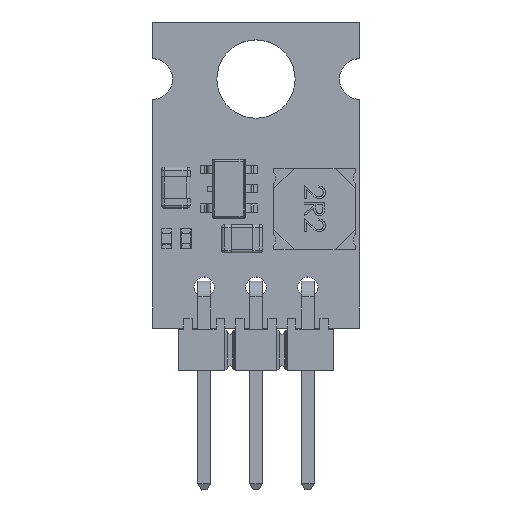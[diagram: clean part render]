
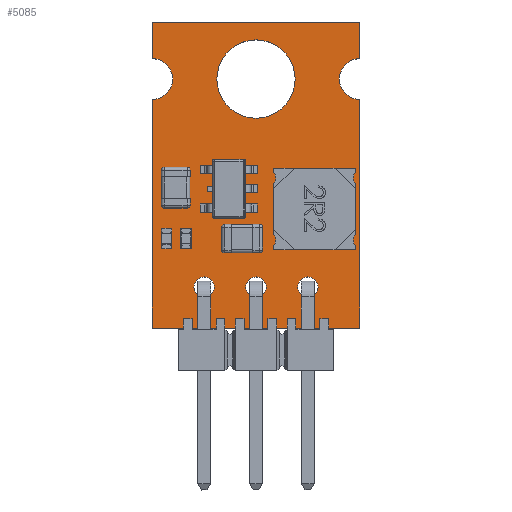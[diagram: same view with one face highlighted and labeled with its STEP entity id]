
A CAD part, top view. The second image highlights one B-rep face of the part: STEP entity #5085.
In plain terms, the highlighted planar face has unit normal (0, 0, 1).
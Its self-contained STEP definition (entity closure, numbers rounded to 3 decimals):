
#4680 = VERTEX_POINT('',#4681);
#4681 = CARTESIAN_POINT('',(0.,0.,0.));
#4687 = EDGE_CURVE('',#4680,#4688,#4690,.T.);
#4688 = VERTEX_POINT('',#4689);
#4689 = CARTESIAN_POINT('',(0.,11.192,0.));
#4690 = LINE('',#4691,#4692);
#4691 = CARTESIAN_POINT('',(0.,0.,0.));
#4692 = VECTOR('',#4693,1.);
#4693 = DIRECTION('',(0.,1.,0.));
#4718 = EDGE_CURVE('',#4688,#4719,#4721,.T.);
#4719 = VERTEX_POINT('',#4720);
#4720 = CARTESIAN_POINT('',(0.,13.192,0.
    ));
#4721 = CIRCLE('',#4722,1.);
#4722 = AXIS2_PLACEMENT_3D('',#4723,#4724,#4725);
#4723 = CARTESIAN_POINT('',(0.,12.192,0.
    ));
#4724 = DIRECTION('',(0.,0.,1.));
#4725 = DIRECTION('',(0.,-1.,0.));
#4751 = EDGE_CURVE('',#4719,#4752,#4754,.T.);
#4752 = VERTEX_POINT('',#4753);
#4753 = CARTESIAN_POINT('',(0.,14.986,0.));
#4754 = LINE('',#4755,#4756);
#4755 = CARTESIAN_POINT('',(0.,13.192,0.));
#4756 = VECTOR('',#4757,1.);
#4757 = DIRECTION('',(0.,1.,0.));
#4782 = EDGE_CURVE('',#4752,#4783,#4785,.T.);
#4783 = VERTEX_POINT('',#4784);
#4784 = CARTESIAN_POINT('',(10.16,14.986,0.));
#4785 = LINE('',#4786,#4787);
#4786 = CARTESIAN_POINT('',(0.,14.986,0.));
#4787 = VECTOR('',#4788,1.);
#4788 = DIRECTION('',(1.,0.,0.));
#4813 = EDGE_CURVE('',#4783,#4814,#4816,.T.);
#4814 = VERTEX_POINT('',#4815);
#4815 = CARTESIAN_POINT('',(10.16,13.192,0.));
#4816 = LINE('',#4817,#4818);
#4817 = CARTESIAN_POINT('',(10.16,14.986,0.));
#4818 = VECTOR('',#4819,1.);
#4819 = DIRECTION('',(0.,-1.,0.));
#4844 = EDGE_CURVE('',#4814,#4845,#4847,.T.);
#4845 = VERTEX_POINT('',#4846);
#4846 = CARTESIAN_POINT('',(10.16,11.192,0.));
#4847 = CIRCLE('',#4848,1.);
#4848 = AXIS2_PLACEMENT_3D('',#4849,#4850,#4851);
#4849 = CARTESIAN_POINT('',(10.16,12.192,0.));
#4850 = DIRECTION('',(0.,0.,1.));
#4851 = DIRECTION('',(0.,1.,0.));
#4877 = EDGE_CURVE('',#4845,#4878,#4880,.T.);
#4878 = VERTEX_POINT('',#4879);
#4879 = CARTESIAN_POINT('',(10.16,0.,0.));
#4880 = LINE('',#4881,#4882);
#4881 = CARTESIAN_POINT('',(10.16,11.192,0.));
#4882 = VECTOR('',#4883,1.);
#4883 = DIRECTION('',(0.,-1.,0.));
#4908 = EDGE_CURVE('',#4878,#4680,#4909,.T.);
#4909 = LINE('',#4910,#4911);
#4910 = CARTESIAN_POINT('',(10.16,0.,0.));
#4911 = VECTOR('',#4912,1.);
#4912 = DIRECTION('',(-1.,0.,0.));
#4932 = VERTEX_POINT('',#4933);
#4933 = CARTESIAN_POINT('',(3.04,2.,0.));
#4939 = EDGE_CURVE('',#4932,#4932,#4940,.T.);
#4940 = CIRCLE('',#4941,0.5);
#4941 = AXIS2_PLACEMENT_3D('',#4942,#4943,#4944);
#4942 = CARTESIAN_POINT('',(2.54,2.,0.));
#4943 = DIRECTION('',(0.,0.,1.));
#4944 = DIRECTION('',(1.,0.,0.));
#4965 = VERTEX_POINT('',#4966);
#4966 = CARTESIAN_POINT('',(6.998,12.192,0.));
#4972 = EDGE_CURVE('',#4965,#4965,#4973,.T.);
#4973 = CIRCLE('',#4974,1.918);
#4974 = AXIS2_PLACEMENT_3D('',#4975,#4976,#4977);
#4975 = CARTESIAN_POINT('',(5.08,12.192,0.));
#4976 = DIRECTION('',(0.,0.,1.));
#4977 = DIRECTION('',(1.,0.,0.));
#4998 = VERTEX_POINT('',#4999);
#4999 = CARTESIAN_POINT('',(8.12,2.,0.));
#5005 = EDGE_CURVE('',#4998,#4998,#5006,.T.);
#5006 = CIRCLE('',#5007,0.5);
#5007 = AXIS2_PLACEMENT_3D('',#5008,#5009,#5010);
#5008 = CARTESIAN_POINT('',(7.62,2.,0.));
#5009 = DIRECTION('',(0.,0.,1.));
#5010 = DIRECTION('',(1.,0.,0.));
#5031 = VERTEX_POINT('',#5032);
#5032 = CARTESIAN_POINT('',(5.58,2.,0.));
#5038 = EDGE_CURVE('',#5031,#5031,#5039,.T.);
#5039 = CIRCLE('',#5040,0.5);
#5040 = AXIS2_PLACEMENT_3D('',#5041,#5042,#5043);
#5041 = CARTESIAN_POINT('',(5.08,2.,0.));
#5042 = DIRECTION('',(0.,0.,1.));
#5043 = DIRECTION('',(1.,0.,0.));
#5085 = ADVANCED_FACE('',(#5086,#5096,#5099,#5102,#5105),#5108,.T.);
#5086 = FACE_BOUND('',#5087,.F.);
#5087 = EDGE_LOOP('',(#5088,#5089,#5090,#5091,#5092,#5093,#5094,#5095));
#5088 = ORIENTED_EDGE('',*,*,#4687,.T.);
#5089 = ORIENTED_EDGE('',*,*,#4718,.T.);
#5090 = ORIENTED_EDGE('',*,*,#4751,.T.);
#5091 = ORIENTED_EDGE('',*,*,#4782,.T.);
#5092 = ORIENTED_EDGE('',*,*,#4813,.T.);
#5093 = ORIENTED_EDGE('',*,*,#4844,.T.);
#5094 = ORIENTED_EDGE('',*,*,#4877,.T.);
#5095 = ORIENTED_EDGE('',*,*,#4908,.T.);
#5096 = FACE_BOUND('',#5097,.T.);
#5097 = EDGE_LOOP('',(#5098));
#5098 = ORIENTED_EDGE('',*,*,#4939,.F.);
#5099 = FACE_BOUND('',#5100,.T.);
#5100 = EDGE_LOOP('',(#5101));
#5101 = ORIENTED_EDGE('',*,*,#4972,.F.);
#5102 = FACE_BOUND('',#5103,.T.);
#5103 = EDGE_LOOP('',(#5104));
#5104 = ORIENTED_EDGE('',*,*,#5005,.F.);
#5105 = FACE_BOUND('',#5106,.T.);
#5106 = EDGE_LOOP('',(#5107));
#5107 = ORIENTED_EDGE('',*,*,#5038,.F.);
#5108 = PLANE('',#5109);
#5109 = AXIS2_PLACEMENT_3D('',#5110,#5111,#5112);
#5110 = CARTESIAN_POINT('',(0.,0.,0.));
#5111 = DIRECTION('',(0.,0.,1.));
#5112 = DIRECTION('',(1.,0.,0.));
